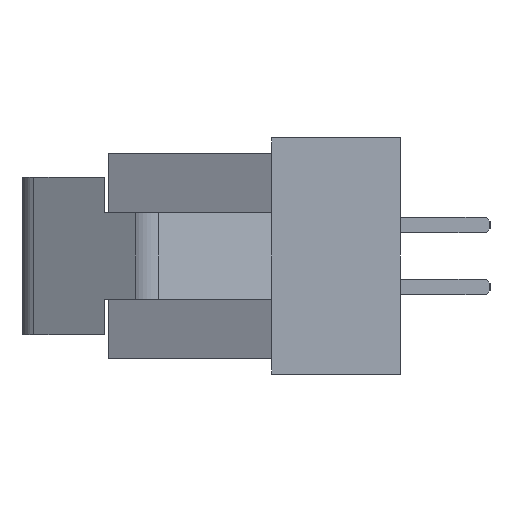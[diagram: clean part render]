
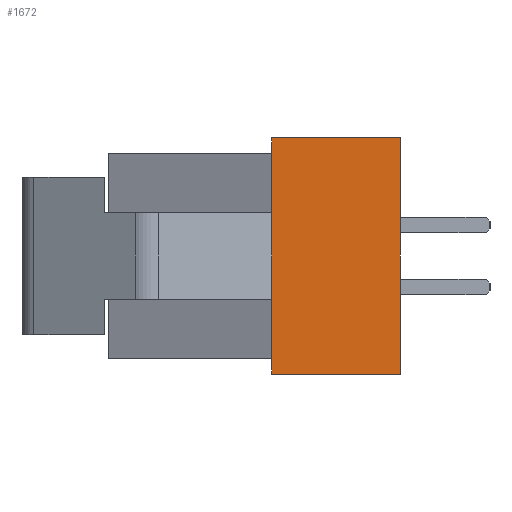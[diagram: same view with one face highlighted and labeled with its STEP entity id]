
A CAD part, left-side view. The second image highlights one B-rep face of the part: STEP entity #1672.
In plain terms, the highlighted planar face has unit normal (-1, 0, 0).
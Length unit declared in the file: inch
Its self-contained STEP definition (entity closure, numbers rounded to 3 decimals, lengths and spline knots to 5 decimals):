
#1672 = ADVANCED_FACE( '', ( #3375 ), #3376, .F. );
#3375 = FACE_OUTER_BOUND( '', #5126, .T. );
#3376 = PLANE( '', #5127 );
#5126 = EDGE_LOOP( '', ( #10416, #10417, #10418, #10419, #10420, #10421, #10422, #10423 ) );
#5127 = AXIS2_PLACEMENT_3D( '', #10424, #10425, #10426 );
#10416 = ORIENTED_EDGE( '', *, *, #13065, .T. );
#10417 = ORIENTED_EDGE( '', *, *, #12996, .F. );
#10418 = ORIENTED_EDGE( '', *, *, #12903, .T. );
#10419 = ORIENTED_EDGE( '', *, *, #11441, .F. );
#10420 = ORIENTED_EDGE( '', *, *, #12132, .T. );
#10421 = ORIENTED_EDGE( '', *, *, #13172, .F. );
#10422 = ORIENTED_EDGE( '', *, *, #12659, .F. );
#10423 = ORIENTED_EDGE( '', *, *, #13147, .F. );
#10424 = CARTESIAN_POINT( '', ( -1.0585, 0.163, 0.13 ) );
#10425 = DIRECTION( '', ( 1., 0., 0. ) );
#10426 = DIRECTION( '', ( 0., 0., -1. ) );
#11441 = EDGE_CURVE( '', #14032, #14028, #14034, .T. );
#12132 = EDGE_CURVE( '', #14032, #15210, #15212, .T. );
#12659 = EDGE_CURVE( '', #15940, #15935, #15942, .T. );
#12903 = EDGE_CURVE( '', #15523, #14028, #16261, .T. );
#12996 = EDGE_CURVE( '', #15523, #16372, #16374, .T. );
#13065 = EDGE_CURVE( '', #15718, #16372, #16456, .T. );
#13147 = EDGE_CURVE( '', #15718, #15940, #16550, .T. );
#13172 = EDGE_CURVE( '', #15935, #15210, #16575, .T. );
#14028 = VERTEX_POINT( '', #17760 );
#14032 = VERTEX_POINT( '', #17766 );
#14034 = LINE( '', #17769, #17770 );
#15210 = VERTEX_POINT( '', #19545 );
#15212 = LINE( '', #19548, #19549 );
#15523 = VERTEX_POINT( '', #20023 );
#15718 = VERTEX_POINT( '', #20320 );
#15935 = VERTEX_POINT( '', #20646 );
#15940 = VERTEX_POINT( '', #20653 );
#15942 = LINE( '', #20656, #20657 );
#16261 = LINE( '', #21140, #21141 );
#16372 = VERTEX_POINT( '', #21304 );
#16374 = LINE( '', #21307, #21308 );
#16456 = LINE( '', #21432, #21433 );
#16550 = LINE( '', #21582, #21583 );
#16575 = LINE( '', #21616, #21617 );
#17760 = CARTESIAN_POINT( '', ( -1.0585, 0.163, -0.13 ) );
#17766 = CARTESIAN_POINT( '', ( -1.0585, 0.163, -0.15 ) );
#17769 = CARTESIAN_POINT( '', ( -1.0585, 0.163, -0.15 ) );
#17770 = VECTOR( '', #22197, 39.37008 );
#19545 = CARTESIAN_POINT( '', ( -1.0585, 0., -0.15 ) );
#19548 = CARTESIAN_POINT( '', ( -1.0585, 0.163, -0.15 ) );
#19549 = VECTOR( '', #22819, 39.37008 );
#20023 = CARTESIAN_POINT( '', ( -1.0585, 0.163, -0.055 ) );
#20320 = CARTESIAN_POINT( '', ( -1.0585, 0.163, 0.13 ) );
#20646 = CARTESIAN_POINT( '', ( -1.0585, 0., 0.15 ) );
#20653 = CARTESIAN_POINT( '', ( -1.0585, 0.163, 0.15 ) );
#20656 = CARTESIAN_POINT( '', ( -1.0585, 0.163, 0.15 ) );
#20657 = VECTOR( '', #23212, 39.37008 );
#21140 = CARTESIAN_POINT( '', ( -1.0585, 0.163, 0.13 ) );
#21141 = VECTOR( '', #23380, 39.37008 );
#21304 = CARTESIAN_POINT( '', ( -1.0585, 0.163, 0.055 ) );
#21307 = CARTESIAN_POINT( '', ( -1.0585, 0.163, -0.055 ) );
#21308 = VECTOR( '', #23437, 39.37008 );
#21432 = CARTESIAN_POINT( '', ( -1.0585, 0.163, 0.13 ) );
#21433 = VECTOR( '', #23480, 39.37008 );
#21582 = CARTESIAN_POINT( '', ( -1.0585, 0.163, -0.15 ) );
#21583 = VECTOR( '', #23536, 39.37008 );
#21616 = CARTESIAN_POINT( '', ( -1.0585, 0., 0.13 ) );
#21617 = VECTOR( '', #23545, 39.37008 );
#22197 = DIRECTION( '', ( 0., 0., 1. ) );
#22819 = DIRECTION( '', ( 0., -1., 0. ) );
#23212 = DIRECTION( '', ( 0., -1., 0. ) );
#23380 = DIRECTION( '', ( 0., 0., -1. ) );
#23437 = DIRECTION( '', ( 0., 0., 1. ) );
#23480 = DIRECTION( '', ( 0., 0., -1. ) );
#23536 = DIRECTION( '', ( 0., 0., 1. ) );
#23545 = DIRECTION( '', ( 0., 0., -1. ) );
